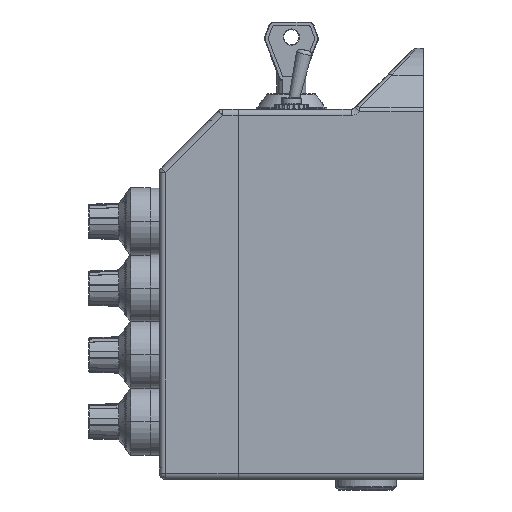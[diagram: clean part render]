
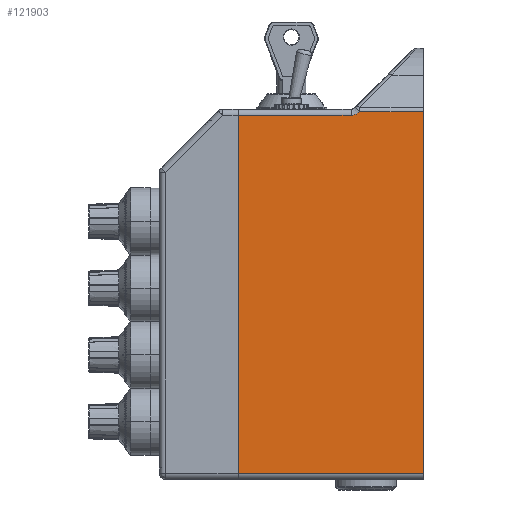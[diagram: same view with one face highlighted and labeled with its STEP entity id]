
A CAD part, left-side view. The second image highlights one B-rep face of the part: STEP entity #121903.
In plain terms, the highlighted planar face has unit normal (-1, 0, 0).
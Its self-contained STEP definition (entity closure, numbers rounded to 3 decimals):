
#4737 = CARTESIAN_POINT ( 'NONE',  ( -262., 21., -0.828 ) ) ;
#5652 = B_SPLINE_CURVE_WITH_KNOTS ( 'NONE', 3,
 ( #6586, #6577, #6126, #6116, #6115, #6640, #6637 ),
 .UNSPECIFIED., .F., .F.,
 ( 4, 1, 1, 1, 4 ),
 ( 0., 0.001, 0.002, 0.002, 0.003 ),
 .UNSPECIFIED. ) ;
#6115 = CARTESIAN_POINT ( 'NONE',  ( -262., 23.063, -1.952 ) ) ;
#6116 = CARTESIAN_POINT ( 'NONE',  ( -262., 22.303, -1.727 ) ) ;
#6126 = CARTESIAN_POINT ( 'NONE',  ( -262., 21.595, -1.35 ) ) ;
#6371 = CARTESIAN_POINT ( 'NONE',  ( -262., 0., -0.828 ) ) ;
#6577 = CARTESIAN_POINT ( 'NONE',  ( -262., 21.187, -1.014 ) ) ;
#6586 = CARTESIAN_POINT ( 'NONE',  ( -262., 21., -0.828 ) ) ;
#6634 = CARTESIAN_POINT ( 'NONE',  ( -262., 23.828, -2. ) ) ;
#6637 = CARTESIAN_POINT ( 'NONE',  ( -262., 23.828, -2. ) ) ;
#6640 = CARTESIAN_POINT ( 'NONE',  ( -262., 23.575, -2. ) ) ;
#6739 = DIRECTION ( 'NONE',  ( 0., 1., 0. ) ) ;
#6740 = VECTOR ( 'NONE', #6739, 1000. ) ;
#6742 = CARTESIAN_POINT ( 'NONE',  ( -262., 42.414, -2. ) ) ;
#6743 = LINE ( 'NONE', #6742, #6740 ) ;
#6765 = CARTESIAN_POINT ( 'NONE',  ( -262., 61., -2. ) ) ;
#6799 = DIRECTION ( 'NONE',  ( 0., -1., 0. ) ) ;
#6800 = VECTOR ( 'NONE', #6799, 1000. ) ;
#6802 = CARTESIAN_POINT ( 'NONE',  ( -262., 10.5, -0.828 ) ) ;
#6803 = LINE ( 'NONE', #6802, #6800 ) ;
#6898 = CARTESIAN_POINT ( 'NONE',  ( -262., 0., -120. ) ) ;
#6977 = CARTESIAN_POINT ( 'NONE',  ( -262., 61., -120. ) ) ;
#6980 = DIRECTION ( 'NONE',  ( 0., -1., 0. ) ) ;
#6982 = VECTOR ( 'NONE', #6980, 1000. ) ;
#6984 = CARTESIAN_POINT ( 'NONE',  ( -262., 30.5, -120. ) ) ;
#6990 = LINE ( 'NONE', #6984, #6982 ) ;
#18390 = DIRECTION ( 'NONE',  ( 0., 0., -1. ) ) ;
#18391 = VECTOR ( 'NONE', #18390, 1000. ) ;
#18394 = CARTESIAN_POINT ( 'NONE',  ( -262., 61., -61. ) ) ;
#18397 = LINE ( 'NONE', #18394, #18391 ) ;
#19450 = DIRECTION ( 'NONE',  ( 0., 0., 1. ) ) ;
#19452 = VECTOR ( 'NONE', #19450, 1000. ) ;
#19455 = CARTESIAN_POINT ( 'NONE',  ( -262., 0., -60.414 ) ) ;
#19456 = LINE ( 'NONE', #19455, #19452 ) ;
#25171 = DIRECTION ( 'NONE',  ( 0., 0., 1. ) ) ;
#25173 = DIRECTION ( 'NONE',  ( -1., 0., 0. ) ) ;
#25175 = CARTESIAN_POINT ( 'NONE',  ( -262., 0., -122. ) ) ;
#25176 = AXIS2_PLACEMENT_3D ( 'NONE', #25175, #25173, #25171 ) ;
#25178 = PLANE ( 'NONE',  #25176 ) ;
#25185 = FACE_OUTER_BOUND ( 'NONE', #121909, .T. ) ;
#109740 = VERTEX_POINT ( 'NONE', #4737 ) ;
#110427 = VERTEX_POINT ( 'NONE', #6371 ) ;
#110462 = EDGE_CURVE ( 'NONE', #109740, #110466, #5652, .T. ) ;
#110466 = VERTEX_POINT ( 'NONE', #6634 ) ;
#110517 = VERTEX_POINT ( 'NONE', #6765 ) ;
#110531 = EDGE_CURVE ( 'NONE', #110466, #110517, #6743, .T. ) ;
#110565 = EDGE_CURVE ( 'NONE', #109740, #110427, #6803, .T. ) ;
#110656 = VERTEX_POINT ( 'NONE', #6898 ) ;
#110674 = EDGE_CURVE ( 'NONE', #110676, #110656, #6990, .T. ) ;
#110676 = VERTEX_POINT ( 'NONE', #6977 ) ;
#119469 = EDGE_CURVE ( 'NONE', #110517, #110676, #18397, .T. ) ;
#119908 = EDGE_CURVE ( 'NONE', #110656, #110427, #19456, .T. ) ;
#121785 = ORIENTED_EDGE ( 'NONE', *, *, #110462, .T. ) ;
#121793 = ORIENTED_EDGE ( 'NONE', *, *, #110531, .T. ) ;
#121803 = ORIENTED_EDGE ( 'NONE', *, *, #119469, .T. ) ;
#121812 = ORIENTED_EDGE ( 'NONE', *, *, #110674, .T. ) ;
#121822 = ORIENTED_EDGE ( 'NONE', *, *, #119908, .T. ) ;
#121903 = ADVANCED_FACE ( 'NONE', ( #25185 ), #25178, .T. ) ;
#121909 = EDGE_LOOP ( 'NONE', ( #121917, #121785, #121793, #121803, #121812, #121822 ) ) ;
#121917 = ORIENTED_EDGE ( 'NONE', *, *, #110565, .F. ) ;
